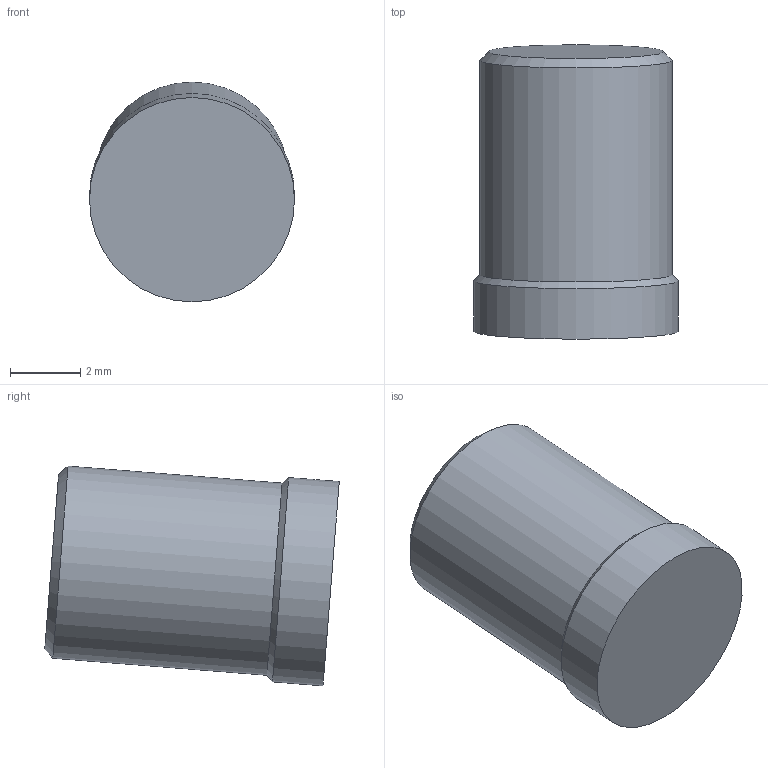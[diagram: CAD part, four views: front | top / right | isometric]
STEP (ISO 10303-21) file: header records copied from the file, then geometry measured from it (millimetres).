
FILE_DESCRIPTION(/* description */ ('KiCad electronic assembly'),/* implementation_level */ '2;1');
FILE_NAME(/* name */ 'tactile_switch_cap.step',/* time_stamp */ '2025-08-07T02:25:06+09:00',/* author */ (''),/* organization */ (''),/* preprocessor_version */ 'ST-DEVELOPER v20.1',/* originating_system */ 'Autodesk Translation Framework v14.10.0.0',/* authorisation */ '');
FILE_SCHEMA (('AUTOMOTIVE_DESIGN { 1 0 10303 214 3 1 1 }'));
Length unit declared in the file: millimetre
Products named in the file (8): qaz_ble_v2_switch_plate____ 1; QAZ BLEs(Preview); QAZ BLEs; QAZ BLE; QAZ BLE(5Row); QAZ BLE Case(5Row) ; tactile switch caps; tactile switch cap
Assembly tree (7 placements, depth 8):
  qaz_ble_v2_switch_plate____ 1
    QAZ BLEs(Preview)
      QAZ BLEs
        QAZ BLE
          QAZ BLE(5Row)
            QAZ BLE Case(5Row) 
              tactile switch caps
                tactile switch cap
Bounding box: 5.85 x 8.4 x 6.27 mm (x, y, z)
Volume: 194.3 mm3; surface area: 189.2 mm2
Topology: 1 solids, 1 shells, 6 faces, 9 edges, 5 vertices
Faces by surface type: cone 2, plane 2, cylinder 2
Full cylindrical faces by diameter (mm): 5.5 x1, 5.85 x1
Entity records: 314 total; most frequent: DIRECTION 56, CARTESIAN_POINT 35, AXIS2_PLACEMENT_3D 26, ORIENTED_EDGE 18, PRODUCT_DEFINITION_SHAPE 15, EDGE_CURVE 9, UNCERTAINTY_MEASURE_WITH_UNIT 9, SHAPE_DEFINITION_REPRESENTATION 8
